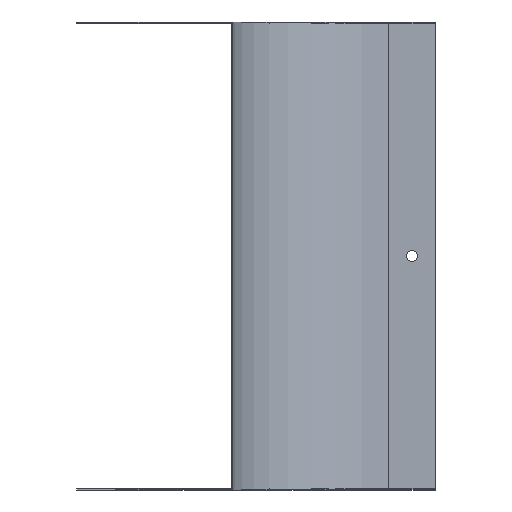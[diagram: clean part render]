
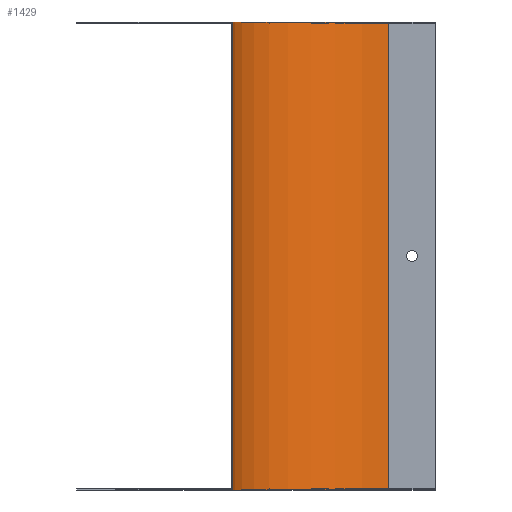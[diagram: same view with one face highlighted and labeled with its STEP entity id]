
A CAD part, front view. The second image highlights one B-rep face of the part: STEP entity #1429.
In plain terms, the highlighted cylindrical face has radius 100 mm (diameter 200 mm), a partial arc.
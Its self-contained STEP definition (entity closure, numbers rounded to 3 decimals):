
#91 = DIRECTION ( 'NONE',  ( -1., 0., 0. ) ) ;
#93 = DIRECTION ( 'NONE',  ( 0., 0., -1. ) ) ;
#95 = CARTESIAN_POINT ( 'NONE',  ( 200., 30., 0.8 ) ) ;
#179 = CARTESIAN_POINT ( 'NONE',  ( 100., 30., 0.8 ) ) ;
#230 = CARTESIAN_POINT ( 'NONE',  ( 200., 130., 0.8 ) ) ;
#231 = CARTESIAN_POINT ( 'NONE',  ( 200., 130., -299.2 ) ) ;
#376 = EDGE_LOOP ( 'NONE', ( #1206, #1228, #1225, #1232 ) ) ;
#406 = AXIS2_PLACEMENT_3D ( 'NONE', #1030, #1031, #1032 ) ;
#407 = AXIS2_PLACEMENT_3D ( 'NONE', #1025, #1026, #1027 ) ;
#435 = AXIS2_PLACEMENT_3D ( 'NONE', #95, #93, #91 ) ;
#481 = LINE ( 'NONE', #1024, #486 ) ;
#483 = CIRCLE ( 'NONE', #407, 100. ) ;
#485 = CIRCLE ( 'NONE', #406, 100. ) ;
#486 = VECTOR ( 'NONE', #1021, 1000. ) ;
#489 = LINE ( 'NONE', #1029, #491 ) ;
#491 = VECTOR ( 'NONE', #1037, 1000. ) ;
#677 = VERTEX_POINT ( 'NONE', #179 ) ;
#728 = VERTEX_POINT ( 'NONE', #230 ) ;
#729 = VERTEX_POINT ( 'NONE', #231 ) ;
#956 = CARTESIAN_POINT ( 'NONE',  ( 100., 30., -299.2 ) ) ;
#1021 = DIRECTION ( 'NONE',  ( 0., 0., -1. ) ) ;
#1024 = CARTESIAN_POINT ( 'NONE',  ( 200., 130., 0.8 ) ) ;
#1025 = CARTESIAN_POINT ( 'NONE',  ( 200., 30., -299.2 ) ) ;
#1026 = DIRECTION ( 'NONE',  ( 0., 0., -1. ) ) ;
#1027 = DIRECTION ( 'NONE',  ( 1., 0., 0. ) ) ;
#1029 = CARTESIAN_POINT ( 'NONE',  ( 100., 30., 0.8 ) ) ;
#1030 = CARTESIAN_POINT ( 'NONE',  ( 200., 30., 0.8 ) ) ;
#1031 = DIRECTION ( 'NONE',  ( 0., 0., -1. ) ) ;
#1032 = DIRECTION ( 'NONE',  ( 1., 0., 0. ) ) ;
#1037 = DIRECTION ( 'NONE',  ( 0., 0., -1. ) ) ;
#1206 = ORIENTED_EDGE ( 'NONE', *, *, #1673, .T. ) ;
#1225 = ORIENTED_EDGE ( 'NONE', *, *, #1670, .F. ) ;
#1228 = ORIENTED_EDGE ( 'NONE', *, *, #1669, .T. ) ;
#1232 = ORIENTED_EDGE ( 'NONE', *, *, #1671, .F. ) ;
#1429 = ADVANCED_FACE ( 'NONE', ( #1786 ), #1793, .F. ) ;
#1501 = VERTEX_POINT ( 'NONE', #956 ) ;
#1669 = EDGE_CURVE ( 'NONE', #1501, #729, #483, .T. ) ;
#1670 = EDGE_CURVE ( 'NONE', #728, #729, #481, .T. ) ;
#1671 = EDGE_CURVE ( 'NONE', #677, #728, #485, .T. ) ;
#1673 = EDGE_CURVE ( 'NONE', #677, #1501, #489, .T. ) ;
#1786 = FACE_OUTER_BOUND ( 'NONE', #376, .T. ) ;
#1793 = CYLINDRICAL_SURFACE ( 'NONE', #435, 100. ) ;
